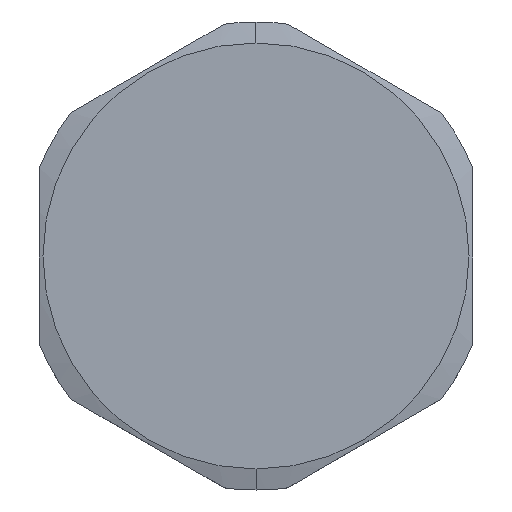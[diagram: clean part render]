
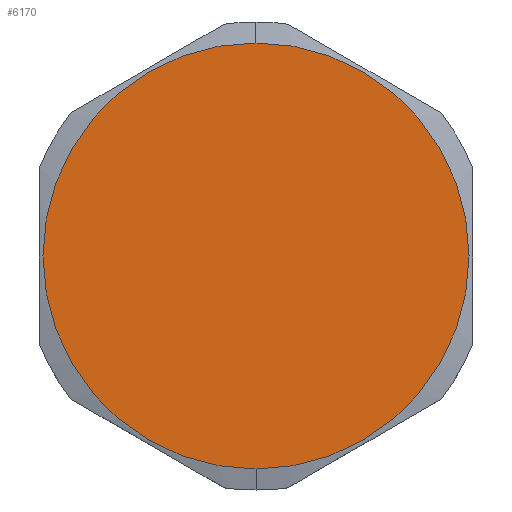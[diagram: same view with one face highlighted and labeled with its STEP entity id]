
A CAD part, top view. The second image highlights one B-rep face of the part: STEP entity #6170.
In plain terms, the highlighted face is planar.
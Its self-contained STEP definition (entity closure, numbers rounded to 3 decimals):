
#950=CARTESIAN_POINT('',(0.,14.75,
0.));
#960=VERTEX_POINT('',#950);
#990=CARTESIAN_POINT('',(0.,0.,0.));
#1000=DIRECTION('',(-1.,0.,0.));
#1010=DIRECTION('',(0.,0.,1.));
#1020=AXIS2_PLACEMENT_3D('',#990,#1000,#1010);
#1030=CIRCLE('',#1020,14.75);
#1040=CARTESIAN_POINT('',(0.,0.,-14.75));
#1050=VERTEX_POINT('',#1040);
#1060=EDGE_CURVE('',#960,#1050,#1030,.T.);
#1080=CARTESIAN_POINT('',(0.,-14.75,0.));
#1090=VERTEX_POINT('',#1080);
#1100=EDGE_CURVE('',#1050,#1090,#1030,.T.);
#6060=CARTESIAN_POINT('',(0.,0.,-35.785));
#6070=DIRECTION('',(1.,-0.,0.));
#6080=DIRECTION('',(0.,0.,-1.));
#6090=AXIS2_PLACEMENT_3D('',#6060,#6070,#6080);
#6100=PLANE('',#6090);
#6110=EDGE_CURVE('',#1090,#960,#1030,.T.);
#6120=ORIENTED_EDGE('',*,*,#6110,.T.);
#6130=ORIENTED_EDGE('',*,*,#1100,.T.);
#6140=ORIENTED_EDGE('',*,*,#1060,.T.);
#6150=EDGE_LOOP('',(#6140,#6130,#6120));
#6160=FACE_OUTER_BOUND('',#6150,.T.);
#6170=ADVANCED_FACE('',(#6160),#6100,.F.);
